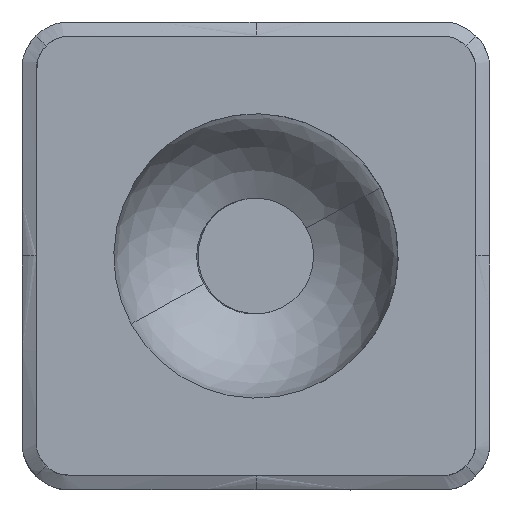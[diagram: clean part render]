
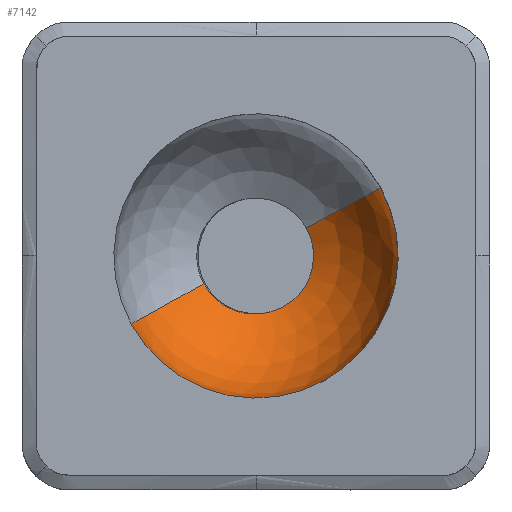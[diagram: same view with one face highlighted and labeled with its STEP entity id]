
A CAD part, top view. The second image highlights one B-rep face of the part: STEP entity #7142.
In plain terms, the highlighted spherical face has radius 19.45 mm.
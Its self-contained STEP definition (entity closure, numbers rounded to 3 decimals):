
#6875=AXIS2_PLACEMENT_3D('Sphere Axis2P3D',#6872,#6873,#6874) ;
#6879=AXIS2_PLACEMENT_3D('Circle Axis2P3D',#6877,#6878,$) ;
#6895=AXIS2_PLACEMENT_3D('Circle Axis2P3D',#6893,#6894,$) ;
#7132=AXIS2_PLACEMENT_3D('Circle Axis2P3D',#7130,#7131,$) ;
#6872=CARTESIAN_POINT('Axis2P3D Location',(0.01,0.,45.679)) ;
#6877=CARTESIAN_POINT('Axis2P3D Location',(0.01,0.,45.679)) ;
#6881=CARTESIAN_POINT('Vertex',(-17.058,-9.325,45.828)) ;
#6883=CARTESIAN_POINT('Vertex',(-7.077,-3.787,27.967)) ;
#6890=CARTESIAN_POINT('Vertex',(17.079,9.325,45.53)) ;
#6893=CARTESIAN_POINT('Axis2P3D Location',(0.01,0.,45.679)) ;
#6897=CARTESIAN_POINT('Vertex',(6.788,3.788,27.846)) ;
#6972=CARTESIAN_POINT('Vertex',(3.643,-6.933,27.873)) ;
#6995=CARTESIAN_POINT('Control Point',(6.788,3.788,27.846)) ;
#6996=CARTESIAN_POINT('Control Point',(7.026,3.352,27.844)) ;
#6997=CARTESIAN_POINT('Control Point',(7.23,2.898,27.842)) ;
#6998=CARTESIAN_POINT('Control Point',(7.397,2.428,27.84)) ;
#6999=CARTESIAN_POINT('Control Point',(7.59,1.716,27.839)) ;
#7000=CARTESIAN_POINT('Control Point',(7.698,0.989,27.838)) ;
#7001=CARTESIAN_POINT('Control Point',(7.726,0.74,27.837)) ;
#7002=CARTESIAN_POINT('Control Point',(7.762,0.227,27.837)) ;
#7003=CARTESIAN_POINT('Control Point',(7.756,-0.287,27.837)) ;
#7004=CARTESIAN_POINT('Control Point',(7.742,-0.537,27.837)) ;
#7005=CARTESIAN_POINT('Control Point',(7.676,-1.262,27.838)) ;
#7006=CARTESIAN_POINT('Control Point',(7.527,-1.976,27.839)) ;
#7007=CARTESIAN_POINT('Control Point',(7.388,-2.457,27.84)) ;
#7008=CARTESIAN_POINT('Control Point',(7.031,-3.399,27.843)) ;
#7009=CARTESIAN_POINT('Control Point',(6.528,-4.273,27.848)) ;
#7010=CARTESIAN_POINT('Control Point',(6.245,-4.684,27.85)) ;
#7011=CARTESIAN_POINT('Control Point',(5.624,-5.454,27.856)) ;
#7012=CARTESIAN_POINT('Control Point',(4.89,-6.118,27.862)) ;
#7013=CARTESIAN_POINT('Control Point',(4.496,-6.422,27.866)) ;
#7014=CARTESIAN_POINT('Control Point',(4.078,-6.695,27.869)) ;
#7015=CARTESIAN_POINT('Control Point',(3.643,-6.933,27.873)) ;
#7103=CARTESIAN_POINT('Control Point',(-7.077,-3.787,27.967)) ;
#7104=CARTESIAN_POINT('Control Point',(-6.842,-4.218,27.964)) ;
#7105=CARTESIAN_POINT('Control Point',(-6.574,-4.63,27.962)) ;
#7106=CARTESIAN_POINT('Control Point',(-6.27,-5.027,27.959)) ;
#7107=CARTESIAN_POINT('Control Point',(-5.596,-5.773,27.954)) ;
#7108=CARTESIAN_POINT('Control Point',(-4.812,-6.403,27.947)) ;
#7109=CARTESIAN_POINT('Control Point',(-4.399,-6.684,27.943)) ;
#7110=CARTESIAN_POINT('Control Point',(-3.544,-7.173,27.936)) ;
#7111=CARTESIAN_POINT('Control Point',(-2.624,-7.525,27.928)) ;
#7112=CARTESIAN_POINT('Control Point',(-2.146,-7.667,27.924)) ;
#7113=CARTESIAN_POINT('Control Point',(-1.168,-7.873,27.915)) ;
#7114=CARTESIAN_POINT('Control Point',(-0.169,-7.924,27.906)) ;
#7115=CARTESIAN_POINT('Control Point',(0.33,-7.909,27.902)) ;
#7116=CARTESIAN_POINT('Control Point',(1.317,-7.803,27.893)) ;
#7117=CARTESIAN_POINT('Control Point',(2.277,-7.545,27.885)) ;
#7118=CARTESIAN_POINT('Control Point',(2.749,-7.376,27.881)) ;
#7119=CARTESIAN_POINT('Control Point',(3.205,-7.172,27.877)) ;
#7120=CARTESIAN_POINT('Control Point',(3.643,-6.933,27.873)) ;
#7130=CARTESIAN_POINT('Axis2P3D Location',(0.01,0.,45.679)) ;
#6873=DIRECTION('Axis2P3D Direction',(0.009,0.,1.)) ;
#6874=DIRECTION('Axis2P3D XDirection',(0.878,0.479,-0.008)) ;
#6878=DIRECTION('Axis2P3D Direction',(-0.479,0.878,0.004)) ;
#6894=DIRECTION('Axis2P3D Direction',(0.479,-0.878,-0.004)) ;
#7131=DIRECTION('Axis2P3D Direction',(0.009,0.,1.)) ;
#7136=ORIENTED_EDGE('',*,*,#6899,.F.) ;
#7137=ORIENTED_EDGE('',*,*,#7134,.F.) ;
#7138=ORIENTED_EDGE('',*,*,#6885,.T.) ;
#7139=ORIENTED_EDGE('',*,*,#7121,.T.) ;
#7140=ORIENTED_EDGE('',*,*,#7016,.F.) ;
#7142=ADVANCED_FACE('Surface.1',(#7141),#6876,.T.) ;
#6994=B_SPLINE_CURVE_WITH_KNOTS('',5,(#6995,#6996,#6997,#6998,#6999,#7000,#7001,#7002,#7003,#7004,#7005,#7006,#7007,#7008,#7009,#7010,#7011,#7012,#7013,#7014,#7015),.UNSPECIFIED.,.F.,.U.,(6,3,3,3,3,3,6),(0.,6.596,9.763,12.93,19.432,25.935,32.534),.UNSPECIFIED.) ;
#7102=B_SPLINE_CURVE_WITH_KNOTS('',5,(#7103,#7104,#7105,#7106,#7107,#7108,#7109,#7110,#7111,#7112,#7113,#7114,#7115,#7116,#7117,#7118,#7119,#7120),.UNSPECIFIED.,.F.,.U.,(6,3,3,3,3,6),(0.,6.518,13.036,19.574,26.112,32.738),.UNSPECIFIED.) ;
#6880=CIRCLE('generated circle',#6879,19.45) ;
#6896=CIRCLE('generated circle',#6895,19.45) ;
#7133=CIRCLE('generated circle',#7132,19.45) ;
#6885=EDGE_CURVE('',#6882,#6884,#6880,.F.) ;
#6899=EDGE_CURVE('',#6891,#6898,#6896,.F.) ;
#7016=EDGE_CURVE('',#6898,#6973,#6994,.T.) ;
#7121=EDGE_CURVE('',#6884,#6973,#7102,.T.) ;
#7134=EDGE_CURVE('',#6882,#6891,#7133,.T.) ;
#7135=EDGE_LOOP('',(#7136,#7137,#7138,#7139,#7140)) ;
#7141=FACE_OUTER_BOUND('',#7135,.T.) ;
#6876=SPHERICAL_SURFACE('',#6875,19.45) ;
#6882=VERTEX_POINT('',#6881) ;
#6884=VERTEX_POINT('',#6883) ;
#6891=VERTEX_POINT('',#6890) ;
#6898=VERTEX_POINT('',#6897) ;
#6973=VERTEX_POINT('',#6972) ;
